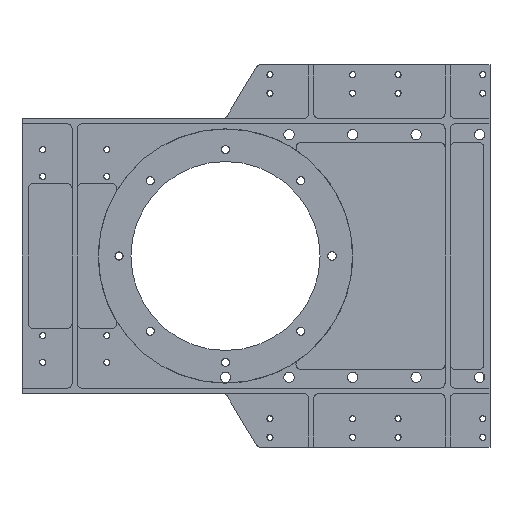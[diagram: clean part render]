
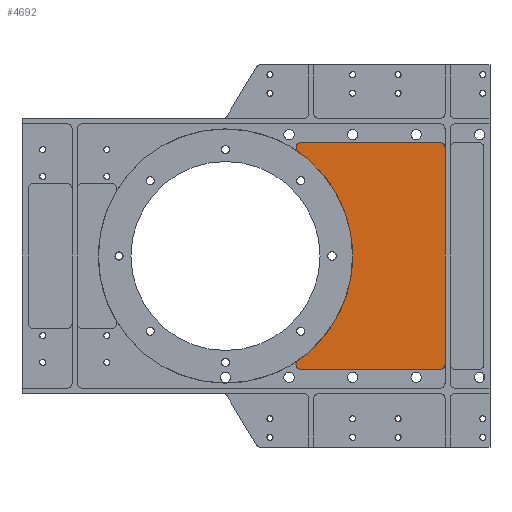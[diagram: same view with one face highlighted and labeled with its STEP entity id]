
A CAD part, front view. The second image highlights one B-rep face of the part: STEP entity #4692.
In plain terms, the highlighted planar face has unit normal (0, -1, 0).
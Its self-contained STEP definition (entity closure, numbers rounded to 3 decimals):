
#1453=CARTESIAN_POINT('',(207.5,13.,-105.));
#1454=DIRECTION('',(0.,-1.,0.));
#1455=DIRECTION('',(0.,0.,-1.));
#1456=AXIS2_PLACEMENT_3D('',#1453,#1454,#1455);
#1458=DIRECTION('',(1.,0.,0.));
#1459=VECTOR('',#1458,134.295);
#1460=CARTESIAN_POINT('',(73.205,13.,-110.));
#1461=LINE('',#1460,#1459);
#1462=CARTESIAN_POINT('',(73.205,13.,-105.));
#1463=DIRECTION('',(0.,-1.,0.));
#1464=DIRECTION('',(-0.572,0.,0.82));
#1465=AXIS2_PLACEMENT_3D('',#1462,#1463,#1464);
#1467=CARTESIAN_POINT('',(73.212,13.,104.996));
#1468=DIRECTION('',(0.,-1.,0.));
#1469=DIRECTION('',(0.,0.,1.));
#1470=AXIS2_PLACEMENT_3D('',#1467,#1468,#1469);
#1472=DIRECTION('',(-1.,0.,0.));
#1473=VECTOR('',#1472,134.288);
#1474=CARTESIAN_POINT('',(207.5,13.,109.996));
#1475=LINE('',#1474,#1473);
#1476=CARTESIAN_POINT('',(207.5,13.,104.996));
#1477=DIRECTION('',(0.,-1.,0.));
#1478=DIRECTION('',(1.,0.,0.));
#1479=AXIS2_PLACEMENT_3D('',#1476,#1477,#1478);
#1481=DIRECTION('',(0.,0.,1.));
#1482=VECTOR('',#1481,209.996);
#1483=CARTESIAN_POINT('',(212.5,13.,-105.));
#1484=LINE('',#1483,#1482);
#1717=CARTESIAN_POINT('',(0.,13.,0.));
#1718=DIRECTION('',(0.,1.,0.));
#1719=DIRECTION('',(0.572,0.,0.82));
#1720=AXIS2_PLACEMENT_3D('',#1717,#1718,#1719);
#3046=CARTESIAN_POINT('',(207.5,13.,-110.));
#3047=CARTESIAN_POINT('',(212.5,13.,-105.));
#3048=VERTEX_POINT('',#3046);
#3049=VERTEX_POINT('',#3047);
#3054=CARTESIAN_POINT('',(212.5,13.,104.996));
#3055=CARTESIAN_POINT('',(207.5,13.,109.996));
#3056=VERTEX_POINT('',#3054);
#3057=VERTEX_POINT('',#3055);
#3114=CARTESIAN_POINT('',(73.212,13.,109.996));
#3115=VERTEX_POINT('',#3114);
#3116=CARTESIAN_POINT('',(73.205,13.,-110.));
#3117=VERTEX_POINT('',#3116);
#3134=CARTESIAN_POINT('',(70.346,13.,-100.898));
#3135=VERTEX_POINT('',#3134);
#3138=CARTESIAN_POINT('',(70.352,13.,100.894));
#3139=VERTEX_POINT('',#3138);
#4669=CARTESIAN_POINT('',(0.,13.,0.));
#4670=DIRECTION('',(0.,-1.,0.));
#4671=DIRECTION('',(1.,0.,0.));
#4672=AXIS2_PLACEMENT_3D('',#4669,#4670,#4671);
#4673=PLANE('',#4672);
#4675=ORIENTED_EDGE('',*,*,#4674,.F.);
#4677=ORIENTED_EDGE('',*,*,#4676,.F.);
#4679=ORIENTED_EDGE('',*,*,#4678,.F.);
#4681=ORIENTED_EDGE('',*,*,#4680,.F.);
#4683=ORIENTED_EDGE('',*,*,#4682,.F.);
#4685=ORIENTED_EDGE('',*,*,#4684,.F.);
#4687=ORIENTED_EDGE('',*,*,#4686,.F.);
#4689=ORIENTED_EDGE('',*,*,#4688,.F.);
#4690=EDGE_LOOP('',(#4675,#4677,#4679,#4681,#4683,#4685,#4687,#4689));
#4691=FACE_OUTER_BOUND('',#4690,.F.);
#4692=ADVANCED_FACE('',(#4691),#4673,.T.);
#1457=CIRCLE('',#1456,5.);
#1466=CIRCLE('',#1465,5.);
#1471=CIRCLE('',#1470,5.);
#1480=CIRCLE('',#1479,5.);
#1721=CIRCLE('',#1720,123.);
#4674=EDGE_CURVE('',#3048,#3049,#1457,.T.);
#4676=EDGE_CURVE('',#3117,#3048,#1461,.T.);
#4678=EDGE_CURVE('',#3135,#3117,#1466,.T.);
#4680=EDGE_CURVE('',#3139,#3135,#1721,.T.);
#4682=EDGE_CURVE('',#3115,#3139,#1471,.T.);
#4684=EDGE_CURVE('',#3057,#3115,#1475,.T.);
#4686=EDGE_CURVE('',#3056,#3057,#1480,.T.);
#4688=EDGE_CURVE('',#3049,#3056,#1484,.T.);
